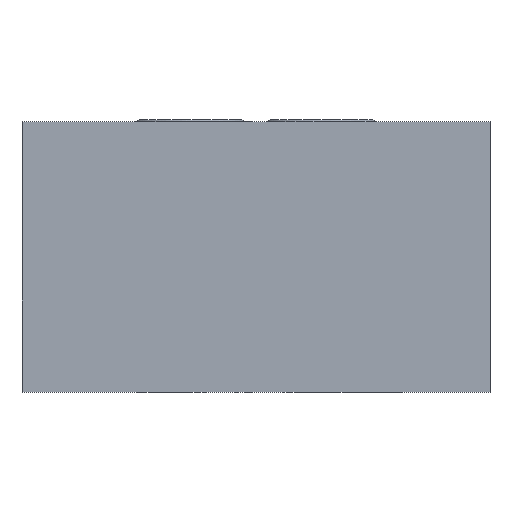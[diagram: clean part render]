
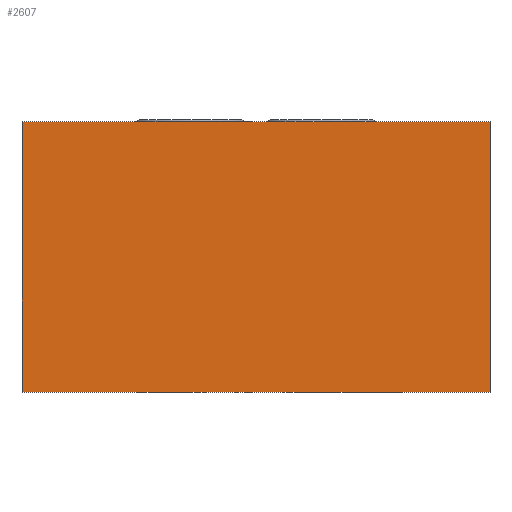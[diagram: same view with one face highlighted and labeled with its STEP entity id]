
A CAD part, front view. The second image highlights one B-rep face of the part: STEP entity #2607.
In plain terms, the highlighted planar face has unit normal (0, -1, 0).
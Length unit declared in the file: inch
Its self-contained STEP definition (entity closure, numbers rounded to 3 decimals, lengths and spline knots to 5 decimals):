
#5=DIRECTION('',(1.,0.,0.));
#6=VECTOR('',#5,4.5);
#7=CARTESIAN_POINT('',(0.,-2.5,0.));
#8=LINE('',#7,#6);
#75=DIRECTION('',(0.,0.,1.));
#76=VECTOR('',#75,2.6);
#77=CARTESIAN_POINT('',(4.5,-2.5,0.));
#78=LINE('',#77,#76);
#89=DIRECTION('',(0.,0.,1.));
#90=VECTOR('',#89,2.6);
#91=CARTESIAN_POINT('',(0.,-2.5,0.));
#92=LINE('',#91,#90);
#105=DIRECTION('',(1.,0.,0.));
#106=VECTOR('',#105,4.5);
#107=CARTESIAN_POINT('',(0.,-2.5,2.6));
#108=LINE('',#107,#106);
#2186=CARTESIAN_POINT('',(0.,-2.5,0.));
#2188=VERTEX_POINT('',#2186);
#2189=CARTESIAN_POINT('',(4.5,-2.5,0.));
#2190=VERTEX_POINT('',#2189);
#2194=CARTESIAN_POINT('',(0.,-2.5,2.6));
#2196=VERTEX_POINT('',#2194);
#2197=CARTESIAN_POINT('',(4.5,-2.5,2.6));
#2198=VERTEX_POINT('',#2197);
#2595=CARTESIAN_POINT('',(0.,-2.5,0.));
#2596=DIRECTION('',(0.,-1.,0.));
#2597=DIRECTION('',(1.,0.,0.));
#2598=AXIS2_PLACEMENT_3D('',#2595,#2596,#2597);
#2599=PLANE('',#2598);
#2600=ORIENTED_EDGE('',*,*,#2507,.F.);
#2601=ORIENTED_EDGE('',*,*,#2544,.T.);
#2603=ORIENTED_EDGE('',*,*,#2602,.T.);
#2604=ORIENTED_EDGE('',*,*,#2581,.F.);
#2605=EDGE_LOOP('',(#2600,#2601,#2603,#2604));
#2606=FACE_OUTER_BOUND('',#2605,.F.);
#2607=ADVANCED_FACE('',(#2606),#2599,.T.);
#2507=EDGE_CURVE('',#2188,#2190,#8,.T.);
#2544=EDGE_CURVE('',#2188,#2196,#92,.T.);
#2581=EDGE_CURVE('',#2190,#2198,#78,.T.);
#2602=EDGE_CURVE('',#2196,#2198,#108,.T.);
